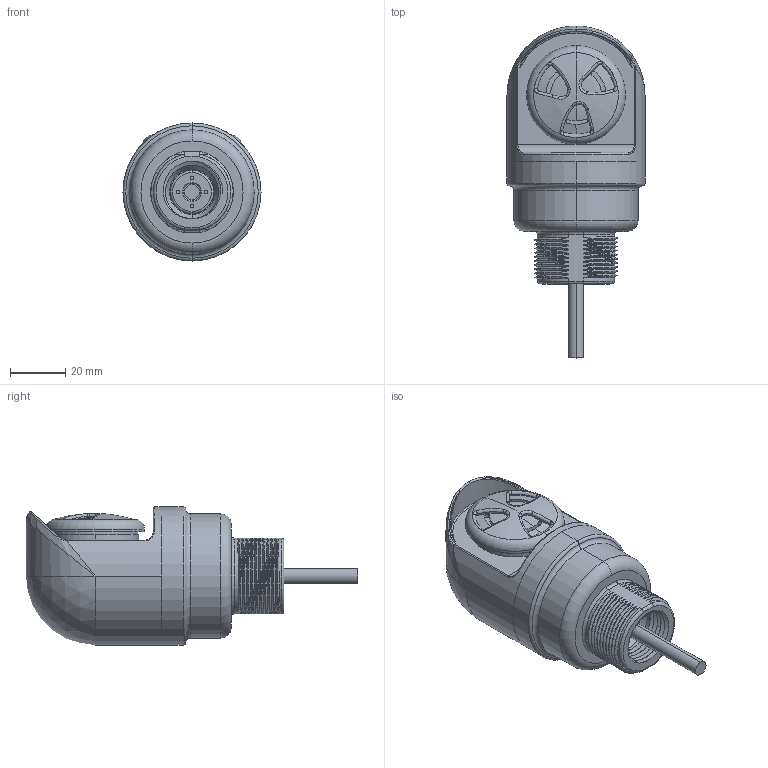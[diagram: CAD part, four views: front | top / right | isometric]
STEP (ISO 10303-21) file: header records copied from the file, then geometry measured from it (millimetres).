
FILE_DESCRIPTION((''),'2;1');
FILE_NAME('155017_SM01_ASM','2025-10-10T13:22:40',('banengservice'),('BANNER ENGINEERING'),'CREO PARAMETRIC BY PTC INC, 2022414','CREO PARAMETRIC BY PTC INC, 2022414','');
FILE_SCHEMA(('CONFIG_CONTROL_DESIGN'));
Products named in the file (3): 155017_EP01; CABLE_215; 155017_SM01_ASM
Assembly tree (2 placements, depth 2):
  155017_SM01_ASM
    155017_EP01
    CABLE_215
Bounding box: 50 x 120.2 x 50 mm (x, y, z)
Volume: 128688.2 mm3; surface area: 21283.6 mm2
Topology: 2 solids, 2 shells, 285 faces, 733 edges, 458 vertices
Faces by surface type: bspline 111, cylinder 83, plane 25, torus 25, extrusion 25, sphere 7, cone 6, revolution 3
Entity records: 29825 total; most frequent: CARTESIAN_POINT 23809, ORIENTED_EDGE 1452, DIRECTION 867, EDGE_CURVE 726, VERTEX_POINT 458, B_SPLINE_CURVE_WITH_KNOTS 389, AXIS2_PLACEMENT_3D 323, EDGE_LOOP 302
